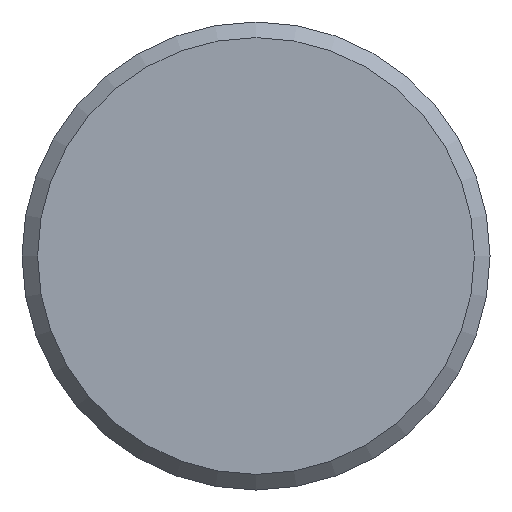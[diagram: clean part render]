
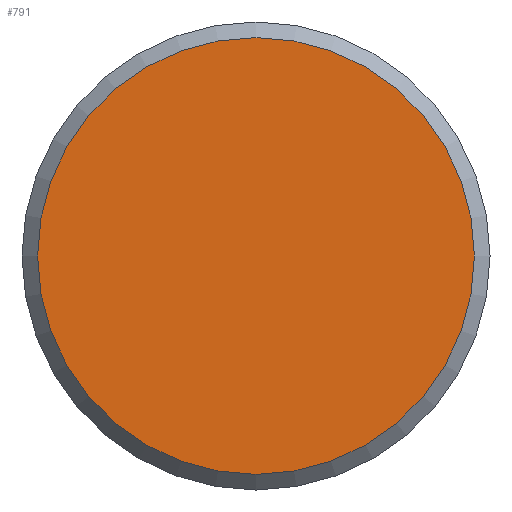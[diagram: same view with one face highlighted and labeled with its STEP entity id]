
A CAD part, front view. The second image highlights one B-rep face of the part: STEP entity #791.
In plain terms, the highlighted planar face has unit normal (0, -1, 0).
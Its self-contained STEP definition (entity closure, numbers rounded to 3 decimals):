
#54=PLANE('',#887);
#94=FACE_OUTER_BOUND('',#150,.T.);
#150=EDGE_LOOP('',(#654));
#193=CIRCLE('',#881,14.);
#357=VERTEX_POINT('',#7634);
#456=EDGE_CURVE('',#357,#357,#193,.T.);
#654=ORIENTED_EDGE('',*,*,#456,.F.);
#791=ADVANCED_FACE('',(#94),#54,.T.);
#881=AXIS2_PLACEMENT_3D('',#7635,#1046,#1047);
#887=AXIS2_PLACEMENT_3D('',#7647,#1060,#1061);
#1046=DIRECTION('center_axis',(0.,1.,0.));
#1047=DIRECTION('ref_axis',(-1.,0.,0.));
#1060=DIRECTION('center_axis',(0.,-1.,0.));
#1061=DIRECTION('ref_axis',(0.,0.,-1.));
#7634=CARTESIAN_POINT('',(14.,0.,0.));
#7635=CARTESIAN_POINT('Origin',(0.,0.,
0.));
#7647=CARTESIAN_POINT('Origin',(7.5,0.,0.));
